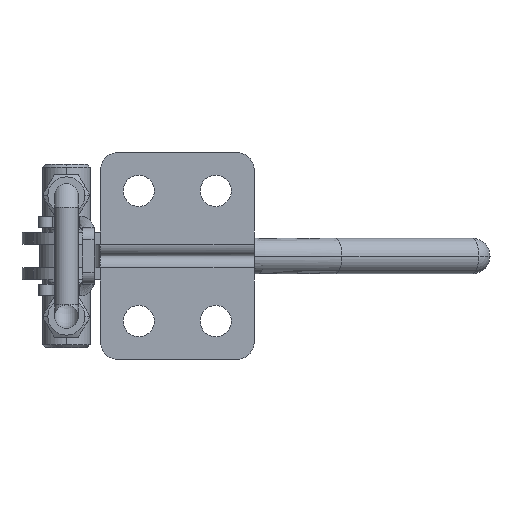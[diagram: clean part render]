
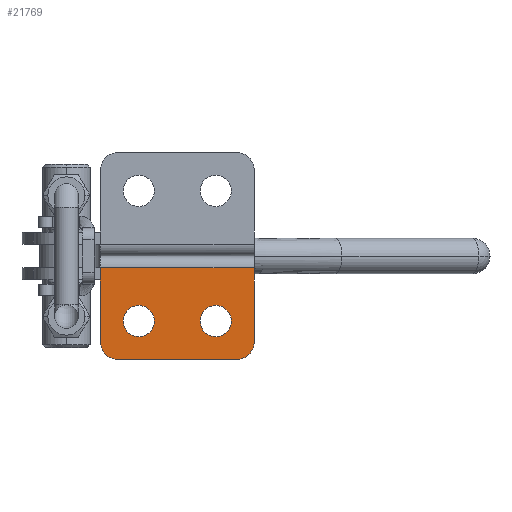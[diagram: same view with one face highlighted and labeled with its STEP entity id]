
A CAD part, front view. The second image highlights one B-rep face of the part: STEP entity #21769.
In plain terms, the highlighted planar face has unit normal (0, -1, 0).
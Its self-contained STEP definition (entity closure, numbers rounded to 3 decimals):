
#9106 = CARTESIAN_POINT ( 'NONE',  ( 26., 0., -14.5 ) ) ;
#9128 = CARTESIAN_POINT ( 'NONE',  ( 16.85, 0., -11. ) ) ;
#9129 = CARTESIAN_POINT ( 'NONE',  ( 22.15, 0., -11. ) ) ;
#9132 = CARTESIAN_POINT ( 'NONE',  ( 3.85, 0., -11. ) ) ;
#9133 = CARTESIAN_POINT ( 'NONE',  ( 9.15, 0., -11. ) ) ;
#9142 = CARTESIAN_POINT ( 'NONE',  ( 26., 0., -2. ) ) ;
#9143 = CARTESIAN_POINT ( 'NONE',  ( 0., 0., -2. ) ) ;
#9149 = CARTESIAN_POINT ( 'NONE',  ( 0., 0., -14.5 ) ) ;
#9150 = CARTESIAN_POINT ( 'NONE',  ( 3., 0., -17.5 ) ) ;
#9151 = CARTESIAN_POINT ( 'NONE',  ( 23., 0., -17.5 ) ) ;
#9670 = AXIS2_PLACEMENT_3D ( 'NONE', #12224, #12199, #12227 ) ;
#11121 = FACE_OUTER_BOUND ( 'NONE', #23188, .T. ) ;
#11123 = FACE_BOUND ( 'NONE', #22916, .T. ) ;
#11124 = FACE_BOUND ( 'NONE', #23245, .T. ) ;
#11481 = CIRCLE ( 'NONE', #15678, 2.65 ) ;
#11487 = CIRCLE ( 'NONE', #15680, 2.65 ) ;
#11506 = CIRCLE ( 'NONE', #15687, 2.65 ) ;
#11509 = LINE ( 'NONE', #16239, #11516 ) ;
#11511 = CIRCLE ( 'NONE', #15688, 2.65 ) ;
#11512 = LINE ( 'NONE', #16233, #11514 ) ;
#11513 = LINE ( 'NONE', #16238, #11518 ) ;
#11514 = VECTOR ( 'NONE', #16234, 1000. ) ;
#11515 = CIRCLE ( 'NONE', #15689, 3. ) ;
#11516 = VECTOR ( 'NONE', #16243, 1000. ) ;
#11518 = VECTOR ( 'NONE', #16245, 1000. ) ;
#11519 = LINE ( 'NONE', #16246, #11521 ) ;
#11520 = CIRCLE ( 'NONE', #15690, 3. ) ;
#11521 = VECTOR ( 'NONE', #16244, 1000. ) ;
#12199 = DIRECTION ( 'NONE',  ( 0., 1., 0. ) ) ;
#12224 = CARTESIAN_POINT ( 'NONE',  ( 26., 0., 2. ) ) ;
#12225 = PLANE ( 'NONE',  #9670 ) ;
#12227 = DIRECTION ( 'NONE',  ( -1., 0., 0. ) ) ;
#14091 = ORIENTED_EDGE ( 'NONE', *, *, #22087, .F. ) ;
#14092 = ORIENTED_EDGE ( 'NONE', *, *, #22073, .F. ) ;
#14093 = ORIENTED_EDGE ( 'NONE', *, *, #22088, .F. ) ;
#14094 = ORIENTED_EDGE ( 'NONE', *, *, #22069, .F. ) ;
#14095 = ORIENTED_EDGE ( 'NONE', *, *, #22089, .F. ) ;
#14096 = ORIENTED_EDGE ( 'NONE', *, *, #22090, .F. ) ;
#14097 = ORIENTED_EDGE ( 'NONE', *, *, #22091, .T. ) ;
#14098 = ORIENTED_EDGE ( 'NONE', *, *, #22092, .T. ) ;
#14099 = ORIENTED_EDGE ( 'NONE', *, *, #22093, .T. ) ;
#14100 = ORIENTED_EDGE ( 'NONE', *, *, #22094, .T. ) ;
#15678 = AXIS2_PLACEMENT_3D ( 'NONE', #16190, #16191, #16192 ) ;
#15680 = AXIS2_PLACEMENT_3D ( 'NONE', #16200, #16201, #16202 ) ;
#15687 = AXIS2_PLACEMENT_3D ( 'NONE', #16235, #16236, #16237 ) ;
#15688 = AXIS2_PLACEMENT_3D ( 'NONE', #16240, #16241, #16242 ) ;
#15689 = AXIS2_PLACEMENT_3D ( 'NONE', #16249, #16250, #16251 ) ;
#15690 = AXIS2_PLACEMENT_3D ( 'NONE', #16253, #16254, #16255 ) ;
#16190 = CARTESIAN_POINT ( 'NONE',  ( 19.5, 0., -11. ) ) ;
#16191 = DIRECTION ( 'NONE',  ( 0., -1., 0. ) ) ;
#16192 = DIRECTION ( 'NONE',  ( 1., 0., 0. ) ) ;
#16200 = CARTESIAN_POINT ( 'NONE',  ( 6.5, 0., -11. ) ) ;
#16201 = DIRECTION ( 'NONE',  ( 0., -1., 0. ) ) ;
#16202 = DIRECTION ( 'NONE',  ( 1., 0., 0. ) ) ;
#16233 = CARTESIAN_POINT ( 'NONE',  ( 26., 0., 2. ) ) ;
#16234 = DIRECTION ( 'NONE',  ( 0., 0., -1. ) ) ;
#16235 = CARTESIAN_POINT ( 'NONE',  ( 6.5, 0., -11. ) ) ;
#16236 = DIRECTION ( 'NONE',  ( 0., -1., 0. ) ) ;
#16237 = DIRECTION ( 'NONE',  ( 1., 0., 0. ) ) ;
#16238 = CARTESIAN_POINT ( 'NONE',  ( 0., 0., 2. ) ) ;
#16239 = CARTESIAN_POINT ( 'NONE',  ( -10.3, 0., -2. ) ) ;
#16240 = CARTESIAN_POINT ( 'NONE',  ( 19.5, 0., -11. ) ) ;
#16241 = DIRECTION ( 'NONE',  ( 0., -1., 0. ) ) ;
#16242 = DIRECTION ( 'NONE',  ( 1., 0., 0. ) ) ;
#16243 = DIRECTION ( 'NONE',  ( 1., 0., 0. ) ) ;
#16244 = DIRECTION ( 'NONE',  ( 1., 0., 0. ) ) ;
#16245 = DIRECTION ( 'NONE',  ( 0., 0., -1. ) ) ;
#16246 = CARTESIAN_POINT ( 'NONE',  ( 3., 0., -17.5 ) ) ;
#16249 = CARTESIAN_POINT ( 'NONE',  ( 3., 0., -14.5 ) ) ;
#16250 = DIRECTION ( 'NONE',  ( 0., -1., 0. ) ) ;
#16251 = DIRECTION ( 'NONE',  ( 1., 0., 0. ) ) ;
#16253 = CARTESIAN_POINT ( 'NONE',  ( 23., 0., -14.5 ) ) ;
#16254 = DIRECTION ( 'NONE',  ( 0., -1., 0. ) ) ;
#16255 = DIRECTION ( 'NONE',  ( 1., 0., 0. ) ) ;
#21268 = VERTEX_POINT ( 'NONE', #9106 ) ;
#21290 = VERTEX_POINT ( 'NONE', #9128 ) ;
#21291 = VERTEX_POINT ( 'NONE', #9129 ) ;
#21294 = VERTEX_POINT ( 'NONE', #9132 ) ;
#21295 = VERTEX_POINT ( 'NONE', #9133 ) ;
#21304 = VERTEX_POINT ( 'NONE', #9142 ) ;
#21305 = VERTEX_POINT ( 'NONE', #9143 ) ;
#21311 = VERTEX_POINT ( 'NONE', #9149 ) ;
#21312 = VERTEX_POINT ( 'NONE', #9150 ) ;
#21313 = VERTEX_POINT ( 'NONE', #9151 ) ;
#21769 = ADVANCED_FACE ( 'NONE', ( #11123, #11124, #11121 ), #12225, .F. ) ;
#22069 = EDGE_CURVE ( 'NONE', #21290, #21291, #11481, .T. ) ;
#22073 = EDGE_CURVE ( 'NONE', #21294, #21295, #11487, .T. ) ;
#22087 = EDGE_CURVE ( 'NONE', #21295, #21294, #11506, .T. ) ;
#22088 = EDGE_CURVE ( 'NONE', #21291, #21290, #11511, .T. ) ;
#22089 = EDGE_CURVE ( 'NONE', #21304, #21268, #11512, .T. ) ;
#22090 = EDGE_CURVE ( 'NONE', #21305, #21304, #11509, .T. ) ;
#22091 = EDGE_CURVE ( 'NONE', #21305, #21311, #11513, .T. ) ;
#22092 = EDGE_CURVE ( 'NONE', #21311, #21312, #11515, .T. ) ;
#22093 = EDGE_CURVE ( 'NONE', #21312, #21313, #11519, .T. ) ;
#22094 = EDGE_CURVE ( 'NONE', #21313, #21268, #11520, .T. ) ;
#22916 = EDGE_LOOP ( 'NONE', ( #14091, #14092 ) ) ;
#23188 = EDGE_LOOP ( 'NONE', ( #14095, #14096, #14097, #14098, #14099, #14100 ) ) ;
#23245 = EDGE_LOOP ( 'NONE', ( #14093, #14094 ) ) ;
